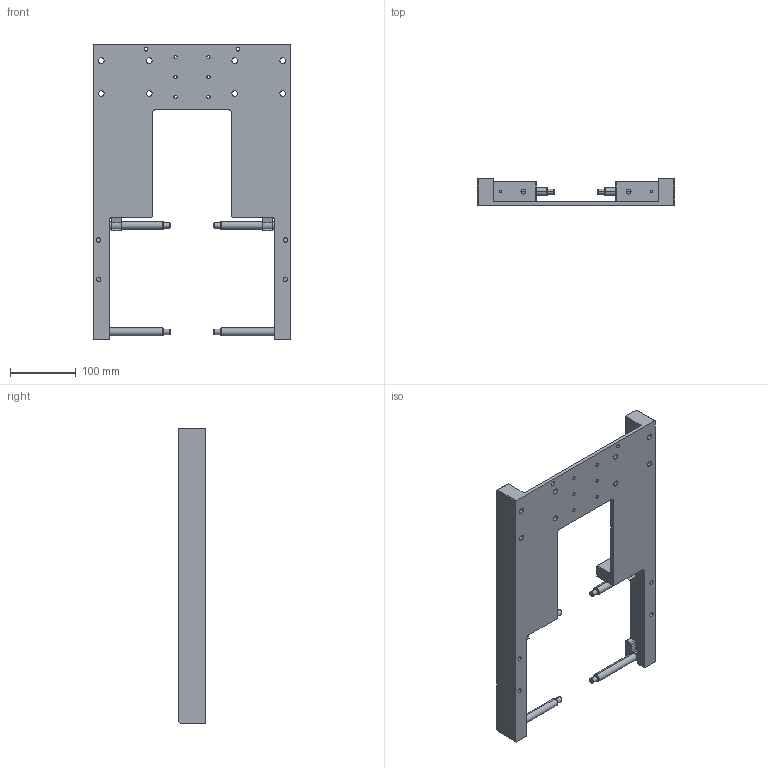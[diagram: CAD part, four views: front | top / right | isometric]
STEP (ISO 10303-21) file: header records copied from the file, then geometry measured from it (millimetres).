
FILE_DESCRIPTION(('HOOPS Exchange Step'),'2;1');
FILE_NAME('export-46C8577F-190F-4EAC-A63B-CAFF4D7FEB82.stp','2021-07-19T09:30:00+02:00',('Engineering'),('Alibre'),'HOOPS Exchange 2020.1','Alibre','Unknown authorisation');
FILE_SCHEMA( ('AP242_MANAGED_MODEL_BASED_3D_ENGINEERING_MIM_LF {1 0 10303 442 1 1 4 }') );
Length unit declared in the file: millimetre
Products named in the file (5): 5653-2 ALSR13160 Storage Station for Toolchanger,Ø200mm,WWR160L-B_ALSR13160_Ablagestation; 5653-1 ALSR13160 Storage Station for Toolchanger,Ø200mm,WWR160L-B_ALSR13160(DST17270_BolzenHI); 5653-4_ALSR13160(DST17260_BolzenVO); 5653-3 ALSR13160 Storage Station for Toolchanger,Ø200mm,WWR160L-B_ZylinderschraubeDIN912-4x10x0.70.7 4x10x0.7; 5653 ALSR13160 Storage Station for Toolchanger,Ø200mm,WWR160L-B
Assembly tree (7 placements, depth 2):
  5653 ALSR13160 Storage Station for Toolchanger,Ø200mm,WWR160L-B
    5653-2 ALSR13160 Storage Station for Toolchanger,Ø200mm,WWR160L-B_ALSR13160_Ablagestation
    5653-1 ALSR13160 Storage Station for Toolchanger,Ø200mm,WWR160L-B_ALSR13160(DST17270_BolzenHI)  x2
    5653-4_ALSR13160(DST17260_BolzenVO)  x2
    5653-3 ALSR13160 Storage Station for Toolchanger,Ø200mm,WWR160L-B_ZylinderschraubeDIN912-4x10x0.70.7 4x10x0.7  x2
Bounding box: 300 x 41 x 450 mm (x, y, z)
Surface area: 252631.9 mm2 (no closed solid volume)
Topology: 0 solids, 294 shells, 382 faces, 1576 edges, 1408 vertices
Faces by surface type: plane 192, cylinder 118, torus 48, cone 24
Entity records: 14146 total; most frequent: CARTESIAN_POINT 2706, DIRECTION 2304, ORIENTED_EDGE 1378, EDGE_CURVE 1258, VERTEX_POINT 1142, VECTOR 824, LINE 824, AXIS2_PLACEMENT_3D 740
